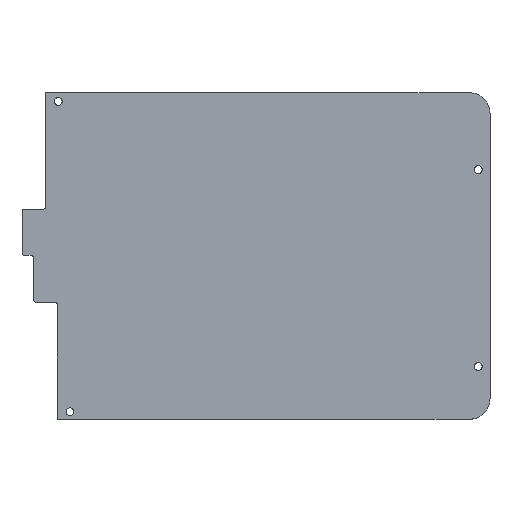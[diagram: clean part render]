
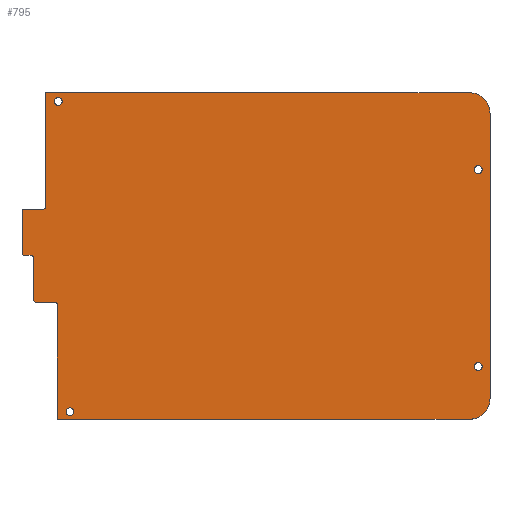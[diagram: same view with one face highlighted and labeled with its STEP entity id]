
A CAD part, top view. The second image highlights one B-rep face of the part: STEP entity #795.
In plain terms, the highlighted planar face has unit normal (0, 0, 1).
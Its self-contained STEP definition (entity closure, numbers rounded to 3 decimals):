
#67=FACE_BOUND('',#181,.T.);
#68=FACE_BOUND('',#182,.T.);
#69=FACE_BOUND('',#183,.T.);
#70=FACE_BOUND('',#184,.T.);
#91=PLANE('',#886);
#133=FACE_OUTER_BOUND('',#180,.T.);
#180=EDGE_LOOP('',(#728,#729,#730,#731,#732,#733,#734,#735,#736,#737,#738,
#739,#740,#741,#742,#743,#744,#745));
#181=EDGE_LOOP('',(#746));
#182=EDGE_LOOP('',(#747));
#183=EDGE_LOOP('',(#748));
#184=EDGE_LOOP('',(#749));
#206=LINE('',#1338,#270);
#217=LINE('',#1386,#281);
#220=LINE('',#1391,#284);
#229=LINE('',#1430,#293);
#233=LINE('',#1439,#297);
#236=LINE('',#1447,#300);
#239=LINE('',#1455,#303);
#241=LINE('',#1461,#305);
#245=LINE('',#1469,#309);
#248=LINE('',#1477,#312);
#270=VECTOR('',#966,10.);
#281=VECTOR('',#1001,10.);
#284=VECTOR('',#1006,10.);
#293=VECTOR('',#1043,10.);
#297=VECTOR('',#1053,10.);
#300=VECTOR('',#1062,10.);
#303=VECTOR('',#1071,10.);
#305=VECTOR('',#1079,10.);
#309=VECTOR('',#1091,10.);
#312=VECTOR('',#1100,10.);
#314=CIRCLE('',#812,1.6);
#317=CIRCLE('',#817,1.6);
#320=CIRCLE('',#822,1.6);
#323=CIRCLE('',#827,1.6);
#325=CIRCLE('',#840,8.5);
#326=CIRCLE('',#852,8.5);
#327=CIRCLE('',#866,1.);
#328=CIRCLE('',#869,1.);
#329=CIRCLE('',#872,1.);
#330=CIRCLE('',#875,1.);
#331=CIRCLE('',#882,1.);
#332=CIRCLE('',#885,1.);
#334=VERTEX_POINT('',#1111);
#337=VERTEX_POINT('',#1120);
#340=VERTEX_POINT('',#1129);
#343=VERTEX_POINT('',#1138);
#369=VERTEX_POINT('',#1335);
#370=VERTEX_POINT('',#1337);
#372=VERTEX_POINT('',#1343);
#380=VERTEX_POINT('',#1383);
#381=VERTEX_POINT('',#1385);
#382=VERTEX_POINT('',#1389);
#383=VERTEX_POINT('',#1393);
#397=VERTEX_POINT('',#1427);
#398=VERTEX_POINT('',#1429);
#399=VERTEX_POINT('',#1433);
#400=VERTEX_POINT('',#1437);
#401=VERTEX_POINT('',#1441);
#402=VERTEX_POINT('',#1445);
#403=VERTEX_POINT('',#1449);
#404=VERTEX_POINT('',#1453);
#405=VERTEX_POINT('',#1457);
#406=VERTEX_POINT('',#1471);
#407=VERTEX_POINT('',#1475);
#410=EDGE_CURVE('',#334,#334,#314,.T.);
#414=EDGE_CURVE('',#337,#337,#317,.T.);
#418=EDGE_CURVE('',#340,#340,#320,.T.);
#422=EDGE_CURVE('',#343,#343,#323,.T.);
#455=EDGE_CURVE('',#370,#369,#206,.T.);
#459=EDGE_CURVE('',#372,#369,#325,.T.);
#473=EDGE_CURVE('',#380,#381,#217,.T.);
#476=EDGE_CURVE('',#372,#382,#220,.T.);
#478=EDGE_CURVE('',#383,#382,#326,.T.);
#496=EDGE_CURVE('',#397,#398,#229,.T.);
#499=EDGE_CURVE('',#399,#397,#327,.T.);
#501=EDGE_CURVE('',#400,#399,#233,.T.);
#503=EDGE_CURVE('',#400,#401,#328,.T.);
#505=EDGE_CURVE('',#402,#401,#236,.T.);
#507=EDGE_CURVE('',#403,#402,#329,.T.);
#509=EDGE_CURVE('',#404,#403,#239,.T.);
#511=EDGE_CURVE('',#404,#405,#330,.T.);
#512=EDGE_CURVE('',#370,#405,#241,.T.);
#516=EDGE_CURVE('',#381,#383,#245,.T.);
#518=EDGE_CURVE('',#380,#406,#331,.T.);
#520=EDGE_CURVE('',#407,#406,#248,.T.);
#521=EDGE_CURVE('',#398,#407,#332,.T.);
#728=ORIENTED_EDGE('',*,*,#512,.F.);
#729=ORIENTED_EDGE('',*,*,#455,.T.);
#730=ORIENTED_EDGE('',*,*,#459,.F.);
#731=ORIENTED_EDGE('',*,*,#476,.T.);
#732=ORIENTED_EDGE('',*,*,#478,.F.);
#733=ORIENTED_EDGE('',*,*,#516,.F.);
#734=ORIENTED_EDGE('',*,*,#473,.F.);
#735=ORIENTED_EDGE('',*,*,#518,.T.);
#736=ORIENTED_EDGE('',*,*,#520,.F.);
#737=ORIENTED_EDGE('',*,*,#521,.F.);
#738=ORIENTED_EDGE('',*,*,#496,.F.);
#739=ORIENTED_EDGE('',*,*,#499,.F.);
#740=ORIENTED_EDGE('',*,*,#501,.F.);
#741=ORIENTED_EDGE('',*,*,#503,.T.);
#742=ORIENTED_EDGE('',*,*,#505,.F.);
#743=ORIENTED_EDGE('',*,*,#507,.F.);
#744=ORIENTED_EDGE('',*,*,#509,.F.);
#745=ORIENTED_EDGE('',*,*,#511,.T.);
#746=ORIENTED_EDGE('',*,*,#418,.T.);
#747=ORIENTED_EDGE('',*,*,#410,.T.);
#748=ORIENTED_EDGE('',*,*,#414,.T.);
#749=ORIENTED_EDGE('',*,*,#422,.T.);
#795=ADVANCED_FACE('',(#133,#67,#68,#69,#70),#91,.F.);
#812=AXIS2_PLACEMENT_3D('',#1113,#894,#895);
#817=AXIS2_PLACEMENT_3D('',#1122,#905,#906);
#822=AXIS2_PLACEMENT_3D('',#1131,#916,#917);
#827=AXIS2_PLACEMENT_3D('',#1140,#927,#928);
#840=AXIS2_PLACEMENT_3D('',#1345,#973,#974);
#852=AXIS2_PLACEMENT_3D('',#1395,#1010,#1011);
#866=AXIS2_PLACEMENT_3D('',#1435,#1048,#1049);
#869=AXIS2_PLACEMENT_3D('',#1443,#1057,#1058);
#872=AXIS2_PLACEMENT_3D('',#1451,#1066,#1067);
#875=AXIS2_PLACEMENT_3D('',#1459,#1075,#1076);
#882=AXIS2_PLACEMENT_3D('',#1473,#1095,#1096);
#885=AXIS2_PLACEMENT_3D('',#1479,#1103,#1104);
#886=AXIS2_PLACEMENT_3D('',#1480,#1105,#1106);
#894=DIRECTION('center_axis',(0.,0.,-1.));
#895=DIRECTION('ref_axis',(-1.,0.,0.));
#905=DIRECTION('center_axis',(0.,0.,-1.));
#906=DIRECTION('ref_axis',(-1.,0.,0.));
#916=DIRECTION('center_axis',(0.,0.,-1.));
#917=DIRECTION('ref_axis',(-1.,0.,0.));
#927=DIRECTION('center_axis',(0.,0.,-1.));
#928=DIRECTION('ref_axis',(-1.,0.,0.));
#966=DIRECTION('',(1.,0.,0.));
#973=DIRECTION('center_axis',(0.,0.,-1.));
#974=DIRECTION('ref_axis',(1.,0.,0.));
#1001=DIRECTION('',(0.,1.,0.));
#1006=DIRECTION('',(0.,1.,0.));
#1010=DIRECTION('center_axis',(0.,0.,-1.));
#1011=DIRECTION('ref_axis',(0.,1.,0.));
#1043=DIRECTION('',(0.,1.,0.));
#1048=DIRECTION('center_axis',(0.,0.,-1.));
#1049=DIRECTION('ref_axis',(0.,-1.,0.));
#1053=DIRECTION('',(-1.,0.,0.));
#1057=DIRECTION('center_axis',(0.,0.,-1.));
#1058=DIRECTION('ref_axis',(0.,1.,0.));
#1062=DIRECTION('',(0.,1.,0.));
#1066=DIRECTION('center_axis',(0.,0.,-1.));
#1067=DIRECTION('ref_axis',(0.,-1.,0.));
#1071=DIRECTION('',(-1.,0.,0.));
#1075=DIRECTION('center_axis',(0.,0.,-1.));
#1076=DIRECTION('ref_axis',(0.,1.,0.));
#1079=DIRECTION('',(0.,1.,0.));
#1091=DIRECTION('',(1.,0.,0.));
#1095=DIRECTION('center_axis',(0.,0.,-1.));
#1096=DIRECTION('ref_axis',(1.,0.,0.));
#1100=DIRECTION('',(1.,0.,0.));
#1103=DIRECTION('center_axis',(0.,0.,-1.));
#1104=DIRECTION('ref_axis',(-1.,0.,0.));
#1105=DIRECTION('center_axis',(0.,0.,-1.));
#1106=DIRECTION('ref_axis',(1.,0.,0.));
#1111=CARTESIAN_POINT('',(368.025,-3.1,-10.5));
#1113=CARTESIAN_POINT('Origin',(366.425,-3.1,-10.5));
#1120=CARTESIAN_POINT('',(368.025,-83.1,-10.5));
#1122=CARTESIAN_POINT('Origin',(366.425,-83.1,-10.5));
#1129=CARTESIAN_POINT('',(202.213,-101.488,-10.5));
#1131=CARTESIAN_POINT('Origin',(200.613,-101.488,-10.5));
#1138=CARTESIAN_POINT('',(197.45,24.595,-10.5));
#1140=CARTESIAN_POINT('Origin',(195.85,24.595,-10.5));
#1335=CARTESIAN_POINT('',(362.725,-104.525,-10.5));
#1337=CARTESIAN_POINT('',(195.413,-104.525,-10.5));
#1338=CARTESIAN_POINT('',(195.413,-104.525,-10.5));
#1343=CARTESIAN_POINT('',(371.225,-96.025,-10.5));
#1345=CARTESIAN_POINT('Origin',(362.725,-96.025,-10.5));
#1383=CARTESIAN_POINT('',(190.65,-18.2,-10.5));
#1385=CARTESIAN_POINT('',(190.65,28.135,-10.5));
#1386=CARTESIAN_POINT('',(190.65,-18.2,-10.5));
#1389=CARTESIAN_POINT('',(371.225,19.635,-10.5));
#1391=CARTESIAN_POINT('',(371.225,17.373,-10.5));
#1393=CARTESIAN_POINT('',(362.725,28.135,-10.5));
#1395=CARTESIAN_POINT('Origin',(362.725,19.635,-10.5));
#1427=CARTESIAN_POINT('',(181.125,-36.95,-10.5));
#1429=CARTESIAN_POINT('',(181.125,-20.2,-10.5));
#1430=CARTESIAN_POINT('',(181.125,-36.95,-10.5));
#1433=CARTESIAN_POINT('',(182.125,-37.95,-10.5));
#1435=CARTESIAN_POINT('Origin',(182.125,-36.95,-10.5));
#1437=CARTESIAN_POINT('',(184.888,-37.95,-10.5));
#1439=CARTESIAN_POINT('',(184.888,-37.95,-10.5));
#1441=CARTESIAN_POINT('',(185.888,-38.95,-10.5));
#1443=CARTESIAN_POINT('Origin',(184.888,-38.95,-10.5));
#1445=CARTESIAN_POINT('',(185.888,-56.,-10.5));
#1447=CARTESIAN_POINT('',(185.888,-56.,-10.5));
#1449=CARTESIAN_POINT('',(186.888,-57.,-10.5));
#1451=CARTESIAN_POINT('Origin',(186.888,-56.,-10.5));
#1453=CARTESIAN_POINT('',(194.413,-57.,-10.5));
#1455=CARTESIAN_POINT('',(194.413,-57.,-10.5));
#1457=CARTESIAN_POINT('',(195.413,-58.,-10.5));
#1459=CARTESIAN_POINT('Origin',(194.413,-58.,-10.5));
#1461=CARTESIAN_POINT('',(195.413,-104.525,-10.5));
#1469=CARTESIAN_POINT('',(190.65,28.135,-10.5));
#1471=CARTESIAN_POINT('',(189.65,-19.2,-10.5));
#1473=CARTESIAN_POINT('Origin',(189.65,-18.2,-10.5));
#1475=CARTESIAN_POINT('',(182.125,-19.2,-10.5));
#1477=CARTESIAN_POINT('',(182.125,-19.2,-10.5));
#1479=CARTESIAN_POINT('Origin',(182.125,-20.2,-10.5));
#1480=CARTESIAN_POINT('Origin',(276.175,-38.195,-10.5));
